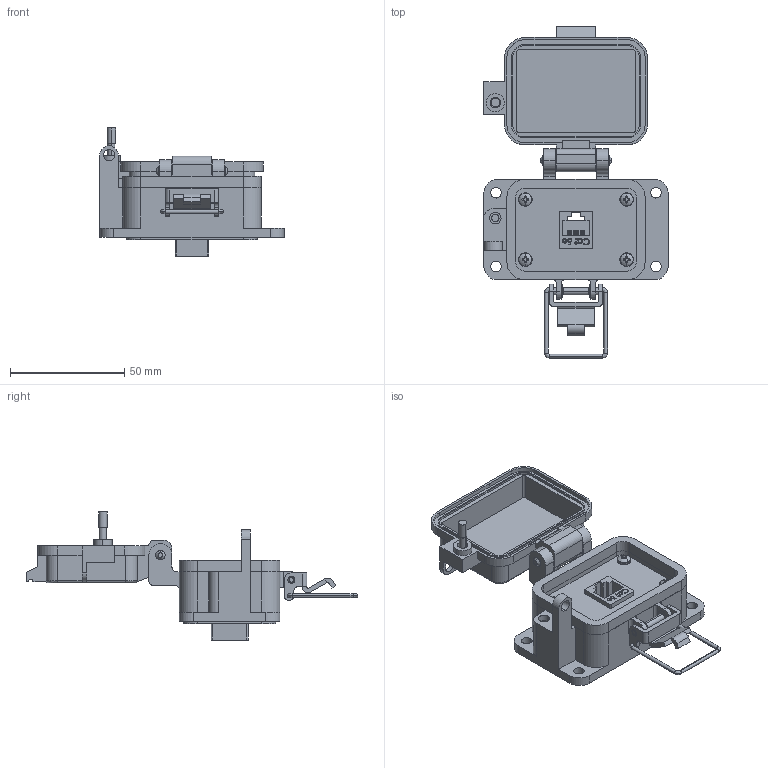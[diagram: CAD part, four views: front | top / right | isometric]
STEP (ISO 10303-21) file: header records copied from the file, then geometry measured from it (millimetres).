
FILE_DESCRIPTION (( 'STEP AP214' ), '1' );
FILE_NAME ('P-R2-B3RX_3D.STEP', '2017-08-28T17:08:29', ( '' ), ( '' ), 'SwSTEP 2.0', 'SolidWorks 2017', '' );
FILE_SCHEMA (( 'AUTOMOTIVE_DESIGN' ));
Length unit declared in the file: millimetre
Products named in the file (7): P-R2-B3RX_3D; 92005A124_METRIC PAN HEAD PHILLIPS MACHINE SCREW_92005A124; Z-H-B3; Z-300-RJ45CAT5; P-R2-B3RX face plate; Base Plate B 0.18 P-R2-B3RX; Base Plate B 0.06 P-R2-B3RX
Assembly tree (9 placements, depth 2):
  P-R2-B3RX_3D
    Base Plate B 0.06 P-R2-B3RX
    Base Plate B 0.18 P-R2-B3RX
    P-R2-B3RX face plate
    Z-300-RJ45CAT5
    Z-H-B3
    92005A124_METRIC PAN HEAD PHILLIPS MACHINE SCREW_92005A124  x4
Bounding box: 80.57 x 145.03 x 55.98 mm (x, y, z)
Volume: 63604.9 mm3; surface area: 53339.3 mm2
Topology: 18 solids, 18 shells, 1608 faces, 4534 edges, 3008 vertices
Faces by surface type: cylinder 874, plane 558, bspline 108, cone 44, torus 16, sphere 8
Entity records: 45673 total; most frequent: CARTESIAN_POINT 14772, ORIENTED_EDGE 5912, DIRECTION 5044, EDGE_CURVE 2956, VERTEX_POINT 1961, VECTOR 1764, LINE 1764, AXIS2_PLACEMENT_3D 1640
